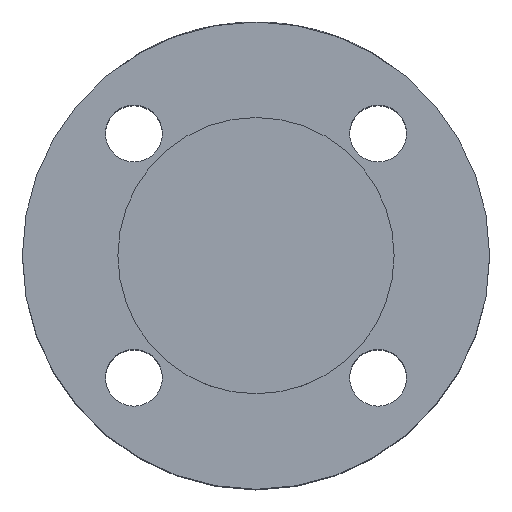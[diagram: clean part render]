
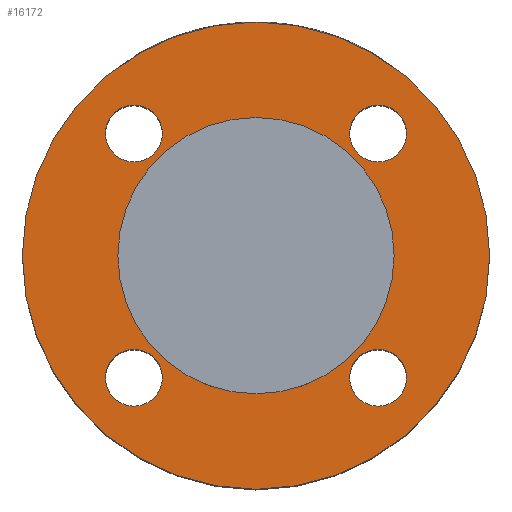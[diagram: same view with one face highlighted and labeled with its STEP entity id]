
A CAD part, top view. The second image highlights one B-rep face of the part: STEP entity #16172.
In plain terms, the highlighted planar face has unit normal (0, 0, 1).
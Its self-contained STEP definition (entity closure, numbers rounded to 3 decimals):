
#362=PLANE('',#16998);
#445=FACE_BOUND('',#2751,.T.);
#446=FACE_BOUND('',#2752,.T.);
#447=FACE_BOUND('',#2753,.T.);
#448=FACE_BOUND('',#2754,.T.);
#449=FACE_BOUND('',#2755,.T.);
#801=CIRCLE('',#16951,57.5);
#815=CIRCLE('',#16984,7.);
#817=CIRCLE('',#16987,7.);
#819=CIRCLE('',#16990,7.);
#821=CIRCLE('',#16993,7.);
#824=CIRCLE('',#16997,34.);
#1787=FACE_OUTER_BOUND('',#2750,.T.);
#2750=EDGE_LOOP('',(#14823));
#2751=EDGE_LOOP('',(#14824));
#2752=EDGE_LOOP('',(#14825));
#2753=EDGE_LOOP('',(#14826));
#2754=EDGE_LOOP('',(#14827));
#2755=EDGE_LOOP('',(#14828));
#7556=VERTEX_POINT('',#39299);
#7570=VERTEX_POINT('',#39353);
#7572=VERTEX_POINT('',#39359);
#7574=VERTEX_POINT('',#39365);
#7576=VERTEX_POINT('',#39371);
#7579=VERTEX_POINT('',#39379);
#9965=EDGE_CURVE('',#7556,#7556,#801,.T.);
#9986=EDGE_CURVE('',#7570,#7570,#815,.T.);
#9989=EDGE_CURVE('',#7572,#7572,#817,.T.);
#9992=EDGE_CURVE('',#7574,#7574,#819,.T.);
#9995=EDGE_CURVE('',#7576,#7576,#821,.T.);
#10000=EDGE_CURVE('',#7579,#7579,#824,.T.);
#14823=ORIENTED_EDGE('',*,*,#9965,.F.);
#14824=ORIENTED_EDGE('',*,*,#9986,.T.);
#14825=ORIENTED_EDGE('',*,*,#9989,.T.);
#14826=ORIENTED_EDGE('',*,*,#9992,.T.);
#14827=ORIENTED_EDGE('',*,*,#9995,.T.);
#14828=ORIENTED_EDGE('',*,*,#10000,.F.);
#16172=ADVANCED_FACE('',(#1787,#445,#446,#447,#448,#449),#362,.T.);
#16951=AXIS2_PLACEMENT_3D('',#39300,#19647,#19648);
#16984=AXIS2_PLACEMENT_3D('',#39354,#19720,#19721);
#16987=AXIS2_PLACEMENT_3D('',#39360,#19727,#19728);
#16990=AXIS2_PLACEMENT_3D('',#39366,#19734,#19735);
#16993=AXIS2_PLACEMENT_3D('',#39372,#19741,#19742);
#16997=AXIS2_PLACEMENT_3D('',#39381,#19751,#19752);
#16998=AXIS2_PLACEMENT_3D('',#39382,#19753,#19754);
#19647=DIRECTION('center_axis',(0.,0.,-1.));
#19648=DIRECTION('ref_axis',(1.,0.,0.));
#19720=DIRECTION('center_axis',(0.,0.,-1.));
#19721=DIRECTION('ref_axis',(0.,-1.,0.));
#19727=DIRECTION('center_axis',(0.,0.,-1.));
#19728=DIRECTION('ref_axis',(-1.,0.,0.));
#19734=DIRECTION('center_axis',(0.,0.,-1.));
#19735=DIRECTION('ref_axis',(0.,1.,0.));
#19741=DIRECTION('center_axis',(0.,0.,-1.));
#19742=DIRECTION('ref_axis',(1.,0.,0.));
#19751=DIRECTION('center_axis',(0.,0.,1.));
#19752=DIRECTION('ref_axis',(-1.,0.,0.));
#19753=DIRECTION('center_axis',(0.,0.,1.));
#19754=DIRECTION('ref_axis',(1.,0.,0.));
#39299=CARTESIAN_POINT('',(-57.5,0.,14.));
#39300=CARTESIAN_POINT('Origin',(0.,0.,14.));
#39353=CARTESIAN_POINT('',(30.052,-23.052,14.));
#39354=CARTESIAN_POINT('Origin',(30.052,-30.052,14.));
#39359=CARTESIAN_POINT('',(-23.052,-30.052,14.));
#39360=CARTESIAN_POINT('Origin',(-30.052,-30.052,14.));
#39365=CARTESIAN_POINT('',(-30.052,23.052,14.));
#39366=CARTESIAN_POINT('Origin',(-30.052,30.052,14.));
#39371=CARTESIAN_POINT('',(23.052,30.052,14.));
#39372=CARTESIAN_POINT('Origin',(30.052,30.052,14.));
#39379=CARTESIAN_POINT('',(34.,0.,14.));
#39381=CARTESIAN_POINT('Origin',(0.,0.,14.));
#39382=CARTESIAN_POINT('Origin',(0.,0.,14.));
